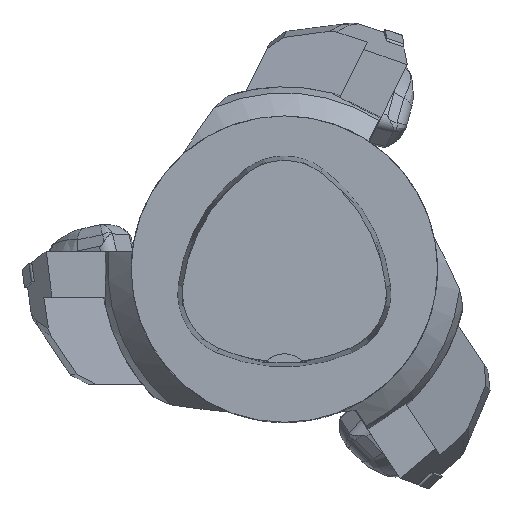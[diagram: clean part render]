
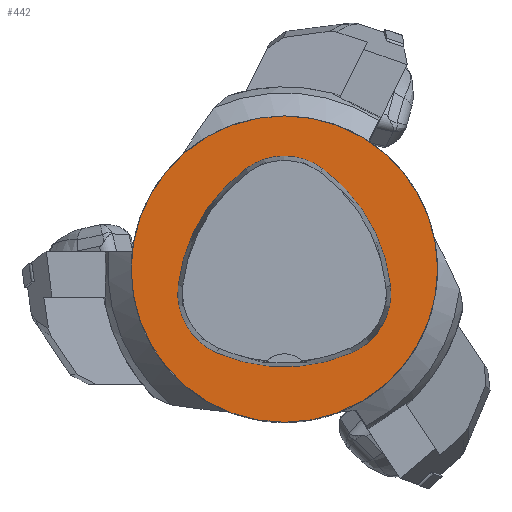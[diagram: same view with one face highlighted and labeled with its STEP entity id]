
A CAD part, top view. The second image highlights one B-rep face of the part: STEP entity #442.
In plain terms, the highlighted planar face has unit normal (0, 0, 1).
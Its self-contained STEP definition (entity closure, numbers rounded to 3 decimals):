
#183=PLANE('',#2475);
#442=ADVANCED_FACE('',(#625,#626),#183,.T.);
#573=CIRCLE('',#2441,40.);
#577=CIRCLE('',#2453,44.);
#579=CIRCLE('',#2456,17.);
#581=CIRCLE('',#2459,44.);
#583=CIRCLE('',#2462,17.);
#587=CIRCLE('',#2467,44.);
#589=CIRCLE('',#2470,17.);
#625=FACE_BOUND('',#656,.T.);
#626=FACE_BOUND('',#657,.T.);
#656=EDGE_LOOP('',(#874,#875,#876,#877,#878,#879));
#657=EDGE_LOOP('',(#880));
#874=ORIENTED_EDGE('',*,*,#1697,.T.);
#875=ORIENTED_EDGE('',*,*,#1677,.T.);
#876=ORIENTED_EDGE('',*,*,#1681,.T.);
#877=ORIENTED_EDGE('',*,*,#1684,.T.);
#878=ORIENTED_EDGE('',*,*,#1687,.T.);
#879=ORIENTED_EDGE('',*,*,#1695,.T.);
#880=ORIENTED_EDGE('',*,*,#1661,.F.);
#1450=VERTEX_POINT('',#3275);
#1466=VERTEX_POINT('',#3308);
#1467=VERTEX_POINT('',#3309);
#1470=VERTEX_POINT('',#3317);
#1472=VERTEX_POINT('',#3323);
#1474=VERTEX_POINT('',#3329);
#1481=VERTEX_POINT('',#3350);
#1661=EDGE_CURVE('',#1450,#1450,#573,.T.);
#1677=EDGE_CURVE('',#1466,#1467,#577,.T.);
#1681=EDGE_CURVE('',#1467,#1470,#579,.T.);
#1684=EDGE_CURVE('',#1470,#1472,#581,.T.);
#1687=EDGE_CURVE('',#1472,#1474,#583,.T.);
#1695=EDGE_CURVE('',#1474,#1481,#587,.T.);
#1697=EDGE_CURVE('',#1481,#1466,#589,.T.);
#2441=AXIS2_PLACEMENT_3D('',#3274,#2669,#2670);
#2453=AXIS2_PLACEMENT_3D('',#3307,#2698,#2699);
#2456=AXIS2_PLACEMENT_3D('',#3316,#2706,#2707);
#2459=AXIS2_PLACEMENT_3D('',#3322,#2713,#2714);
#2462=AXIS2_PLACEMENT_3D('',#3328,#2720,#2721);
#2467=AXIS2_PLACEMENT_3D('',#3351,#2732,#2733);
#2470=AXIS2_PLACEMENT_3D('',#3354,#2738,#2739);
#2475=AXIS2_PLACEMENT_3D('',#3359,#2748,#2749);
#2669=DIRECTION('',(0.,0.,-1.));
#2670=DIRECTION('',(-1.,0.,0.));
#2698=DIRECTION('',(0.,0.,-1.));
#2699=DIRECTION('',(-1.,0.,0.));
#2706=DIRECTION('',(0.,0.,-1.));
#2707=DIRECTION('',(-1.,0.,0.));
#2713=DIRECTION('',(0.,0.,-1.));
#2714=DIRECTION('',(-1.,0.,0.));
#2720=DIRECTION('',(0.,0.,-1.));
#2721=DIRECTION('',(-1.,0.,0.));
#2732=DIRECTION('',(0.,0.,-1.));
#2733=DIRECTION('',(-1.,0.,0.));
#2738=DIRECTION('',(0.,0.,-1.));
#2739=DIRECTION('',(-1.,0.,0.));
#2748=DIRECTION('',(0.,0.,1.));
#2749=DIRECTION('',(1.,0.,0.));
#3274=CARTESIAN_POINT('',(0.,0.,0.));
#3275=CARTESIAN_POINT('',(-40.,0.,0.));
#3307=CARTESIAN_POINT('',(16.01,-9.224,0.));
#3308=CARTESIAN_POINT('',(-27.722,-4.378,0.));
#3309=CARTESIAN_POINT('',(-10.119,26.178,0.));
#3316=CARTESIAN_POINT('',(-0.023,12.5,0.));
#3317=CARTESIAN_POINT('',(10.049,26.194,0.));
#3322=CARTESIAN_POINT('',(-16.021,-9.25,0.));
#3323=CARTESIAN_POINT('',(27.71,-4.394,0.));
#3328=CARTESIAN_POINT('',(10.814,-6.27,0.));
#3329=CARTESIAN_POINT('',(17.611,-21.852,0.));
#3350=CARTESIAN_POINT('',(-17.652,-21.819,0.));
#3351=CARTESIAN_POINT('',(0.017,18.477,0.));
#3354=CARTESIAN_POINT('',(-10.825,-6.25,0.));
#3359=CARTESIAN_POINT('',(0.,0.,0.));
